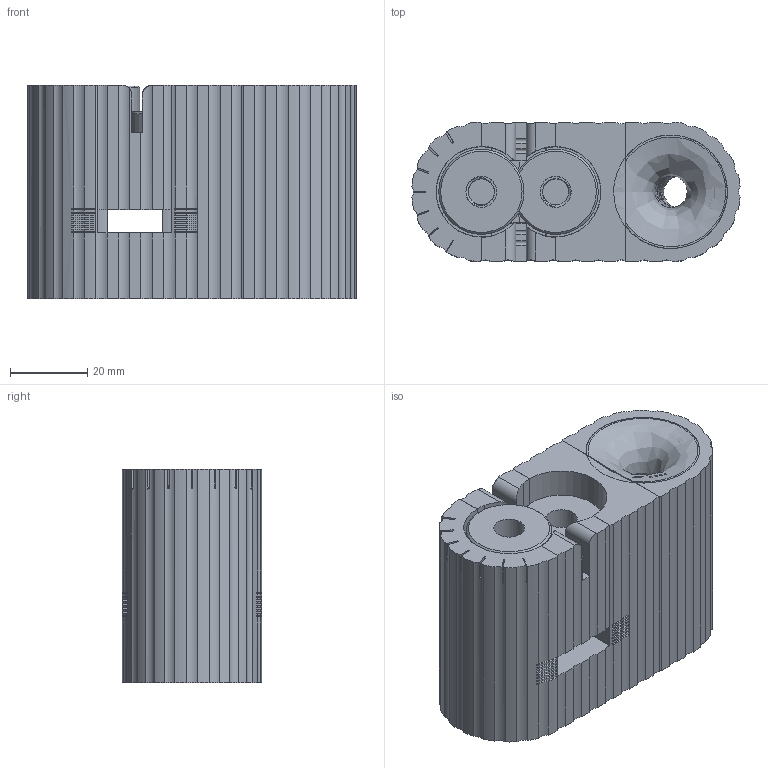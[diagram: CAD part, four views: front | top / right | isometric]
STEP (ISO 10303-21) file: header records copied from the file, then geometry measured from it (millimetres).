
FILE_DESCRIPTION(/* description */ (''),/* implementation_level */ '2;1');
FILE_NAME(/* name */ 'Bearing cutter v1.3.step',/* time_stamp */ '2022-07-08T11:16:52+01:00',/* author */ (''),/* organization */ (''),/* preprocessor_version */ 'ST-DEVELOPER v19',/* originating_system */ 'Autodesk Translation Framework v11.7.0.108',/* authorisation */ '');
FILE_SCHEMA (('AUTOMOTIVE_DESIGN { 1 0 10303 214 3 1 1 }'));
Length unit declared in the file: millimetre
Products named in the file (7): Bearing cutter; Cutter608; Body608; BottleHolder608 15mm; SlidingGuage608; BottleHolder608 12mm; BottleHolder608 8mm
Assembly tree (6 placements, depth 2):
  Bearing cutter
    Cutter608
    Body608
    BottleHolder608 15mm
    SlidingGuage608
    BottleHolder608 12mm
    BottleHolder608 8mm
Bounding box: 84.79 x 36 x 55.15 mm (x, y, z)
Surface area: 68891.2 mm2
Topology: 8 solids, 8 shells, 1068 faces, 3034 edges, 2000 vertices
Faces by surface type: plane 582, cylinder 257, bspline 212, cone 17
Full cylindrical faces by diameter (mm): 3.5 x3, 4.6 x3, 6.1 x2, 6.779 x11, 8 x3, 8.17 x5, 9 x2, 10 x1, 12 x2, 22 x2
Entity records: 41210 total; most frequent: CARTESIAN_POINT 14371, ORIENTED_EDGE 6064, DIRECTION 4799, EDGE_CURVE 3032, VERTEX_POINT 2000, LINE 1853, VECTOR 1853, AXIS2_PLACEMENT_3D 1473
